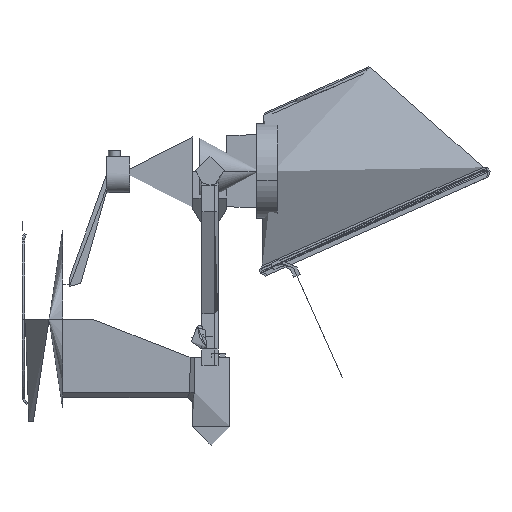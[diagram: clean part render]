
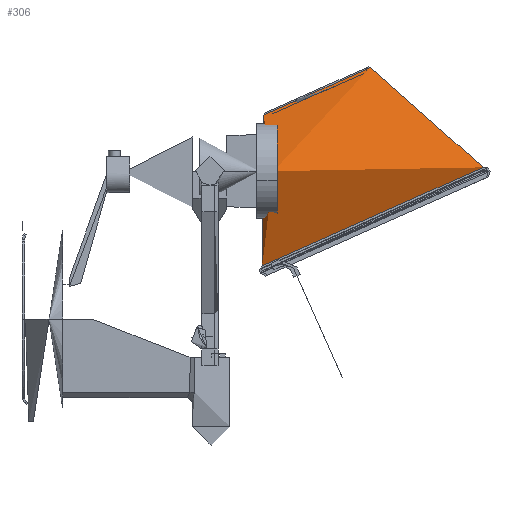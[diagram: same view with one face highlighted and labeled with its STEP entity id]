
A CAD part, front view. The second image highlights one B-rep face of the part: STEP entity #306.
In plain terms, the highlighted free-form (B-spline) face has degree [1, 2] with [2, 5] control points.
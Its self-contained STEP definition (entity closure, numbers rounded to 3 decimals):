
#306=ADVANCED_FACE($,(#615),#3999,.T.);
#615=FACE_OUTER_BOUND($,#948,.T.);
#948=EDGE_LOOP($,(#2116,#2117,#2118,#2119,#2120,#2121,#2122));
#2116=ORIENTED_EDGE($,*,*,#3151,.T.);
#2117=ORIENTED_EDGE($,*,*,#3152,.T.);
#2118=ORIENTED_EDGE($,*,*,#3153,.T.);
#2119=ORIENTED_EDGE($,*,*,#3150,.T.);
#2120=ORIENTED_EDGE($,*,*,#3147,.T.);
#2121=ORIENTED_EDGE($,*,*,#3148,.T.);
#2122=ORIENTED_EDGE($,*,*,#3149,.T.);
#3147=EDGE_CURVE($,#3760,#3761,#4524,.T.);
#3148=EDGE_CURVE($,#3761,#3762,#4525,.T.);
#3149=EDGE_CURVE($,#3762,#3764,#4526,.T.);
#3150=EDGE_CURVE($,#3763,#3760,#4527,.T.);
#3151=EDGE_CURVE($,#3764,#3765,#4944,.T.);
#3152=EDGE_CURVE($,#3765,#3766,#4945,.T.);
#3153=EDGE_CURVE($,#3766,#3763,#4528,.T.);
#3760=VERTEX_POINT($,#11000);
#3761=VERTEX_POINT($,#11001);
#3762=VERTEX_POINT($,#11002);
#3763=VERTEX_POINT($,#11003);
#3764=VERTEX_POINT($,#11004);
#3765=VERTEX_POINT($,#11005);
#3766=VERTEX_POINT($,#11006);
#3999=(
BOUNDED_SURFACE()
B_SPLINE_SURFACE(1,2,((#10563,#10564,#10565,#10566,#10567),(#10568,#10569,
#10570,#10571,#10572)),.UNSPECIFIED.,.F.,.F.,.F.)
B_SPLINE_SURFACE_WITH_KNOTS((2,2),(3,2,3),(21.172,110.389),
(0.,1.571,3.142),.UNSPECIFIED.)
GEOMETRIC_REPRESENTATION_ITEM()
RATIONAL_B_SPLINE_SURFACE(((1.,0.707,1.,0.707,1.),
(1.,0.707,1.,0.707,1.)))
REPRESENTATION_ITEM($)
SURFACE()
);
#4524=(
BOUNDED_CURVE()
B_SPLINE_CURVE(1,(#10171,#10172),.UNSPECIFIED.,.F.,.F.)
B_SPLINE_CURVE_WITH_KNOTS((2,2),(21.172,110.389),.UNSPECIFIED.)
CURVE()
GEOMETRIC_REPRESENTATION_ITEM()
RATIONAL_B_SPLINE_CURVE((1.,1.))
REPRESENTATION_ITEM($)
);
#4525=(
BOUNDED_CURVE()
B_SPLINE_CURVE(2,(#10173,#10174,#10175,#10176,#10177),.UNSPECIFIED.,.F.,
.F.)
B_SPLINE_CURVE_WITH_KNOTS((3,2,3),(0.,1.571,3.142),
.UNSPECIFIED.)
CURVE()
GEOMETRIC_REPRESENTATION_ITEM()
RATIONAL_B_SPLINE_CURVE((1.,0.707,1.,0.707,1.))
REPRESENTATION_ITEM($)
);
#4526=(
BOUNDED_CURVE()
B_SPLINE_CURVE(1,(#10178,#10179),.UNSPECIFIED.,.F.,.F.)
B_SPLINE_CURVE_WITH_KNOTS((2,2),(-110.389,-79.386),.UNSPECIFIED.)
CURVE()
GEOMETRIC_REPRESENTATION_ITEM()
RATIONAL_B_SPLINE_CURVE((1.,1.))
REPRESENTATION_ITEM($)
);
#4527=(
BOUNDED_CURVE()
B_SPLINE_CURVE(2,(#10180,#10181,#10182,#10183,#10184),.UNSPECIFIED.,.F.,
.F.)
B_SPLINE_CURVE_WITH_KNOTS((3,2,3),(-3.142,-1.571,0.),
.UNSPECIFIED.)
CURVE()
GEOMETRIC_REPRESENTATION_ITEM()
RATIONAL_B_SPLINE_CURVE((1.,0.707,1.,0.707,1.))
REPRESENTATION_ITEM($)
);
#4528=(
BOUNDED_CURVE()
B_SPLINE_CURVE(1,(#10225,#10226),.UNSPECIFIED.,.F.,.F.)
B_SPLINE_CURVE_WITH_KNOTS((2,2),(-29.363,-21.172),.UNSPECIFIED.)
CURVE()
GEOMETRIC_REPRESENTATION_ITEM()
RATIONAL_B_SPLINE_CURVE((1.,1.))
REPRESENTATION_ITEM($)
);
#4944=B_SPLINE_CURVE_WITH_KNOTS($,3,(#10185,#10186,#10187,#10188,#10189,
#10190,#10191,#10192,#10193,#10194,#10195,#10196,#10197,#10198,#10199,#10200,
#10201,#10202,#10203,#10204),.UNSPECIFIED.,.F.,.F.,(4,2,2,2,2,2,2,2,2,4),
(0.,0.158,0.316,0.633,1.266,
2.531,5.063,10.111,20.208,40.408),
.UNSPECIFIED.);
#4945=B_SPLINE_CURVE_WITH_KNOTS($,3,(#10205,#10206,#10207,#10208,#10209,
#10210,#10211,#10212,#10213,#10214,#10215,#10216,#10217,#10218,#10219,#10220,
#10221,#10222,#10223,#10224),.UNSPECIFIED.,.F.,.F.,(4,2,2,2,2,2,2,2,2,4),
(40.408,60.933,71.195,76.329,78.899,
80.184,80.826,81.147,81.308,81.469),
.UNSPECIFIED.);
#10171=CARTESIAN_POINT($,(206.202,0.,148.992));
#10172=CARTESIAN_POINT($,(273.001,0.025,89.893));
#10173=CARTESIAN_POINT($,(273.001,0.025,89.893));
#10174=CARTESIAN_POINT($,(272.965,-71.567,89.877));
#10175=CARTESIAN_POINT($,(207.564,-71.547,60.754));
#10176=CARTESIAN_POINT($,(142.163,-71.527,31.631));
#10177=CARTESIAN_POINT($,(142.2,0.065,31.647));
#10178=CARTESIAN_POINT($,(142.2,0.065,31.647));
#10179=CARTESIAN_POINT($,(142.466,0.075,62.632));
#10180=CARTESIAN_POINT($,(142.96,0.08,120.826));
#10181=CARTESIAN_POINT($,(142.924,-34.535,120.81));
#10182=CARTESIAN_POINT($,(174.545,-34.575,134.893));
#10183=CARTESIAN_POINT($,(206.165,-34.615,148.976));
#10184=CARTESIAN_POINT($,(206.202,0.,148.992));
#10185=CARTESIAN_POINT($,(142.466,0.075,62.632));
#10186=CARTESIAN_POINT($,(142.465,-1.555,62.631));
#10187=CARTESIAN_POINT($,(142.488,-1.649,62.673));
#10188=CARTESIAN_POINT($,(142.505,-2.192,62.737));
#10189=CARTESIAN_POINT($,(142.522,-2.635,62.773));
#10190=CARTESIAN_POINT($,(142.564,-3.53,62.877));
#10191=CARTESIAN_POINT($,(142.593,-3.973,62.947));
#10192=CARTESIAN_POINT($,(142.673,-5.107,63.155));
#10193=CARTESIAN_POINT($,(142.729,-5.725,63.296));
#10194=CARTESIAN_POINT($,(142.892,-7.337,63.715));
#10195=CARTESIAN_POINT($,(143.,-8.15,63.994));
#10196=CARTESIAN_POINT($,(143.319,-10.333,64.83));
#10197=CARTESIAN_POINT($,(143.53,-11.44,65.388));
#10198=CARTESIAN_POINT($,(144.135,-14.309,67.044));
#10199=CARTESIAN_POINT($,(144.521,-15.692,68.14));
#10200=CARTESIAN_POINT($,(145.608,-19.223,71.397));
#10201=CARTESIAN_POINT($,(146.263,-20.761,73.538));
#10202=CARTESIAN_POINT($,(147.886,-24.162,79.809));
#10203=CARTESIAN_POINT($,(148.59,-24.954,83.822));
#10204=CARTESIAN_POINT($,(148.845,-24.955,87.635));
#10205=CARTESIAN_POINT($,(148.845,-24.955,87.635));
#10206=CARTESIAN_POINT($,(149.162,-24.955,92.392));
#10207=CARTESIAN_POINT($,(148.784,-23.722,96.839));
#10208=CARTESIAN_POINT($,(147.237,-19.797,103.073));
#10209=CARTESIAN_POINT($,(146.549,-18.125,105.074));
#10210=CARTESIAN_POINT($,(145.33,-14.578,107.993));
#10211=CARTESIAN_POINT($,(144.889,-13.233,108.951));
#10212=CARTESIAN_POINT($,(144.163,-10.447,110.358));
#10213=CARTESIAN_POINT($,(143.913,-9.406,110.824));
#10214=CARTESIAN_POINT($,(143.535,-7.395,111.521));
#10215=CARTESIAN_POINT($,(143.409,-6.669,111.754));
#10216=CARTESIAN_POINT($,(143.213,-5.214,112.098));
#10217=CARTESIAN_POINT($,(143.147,-4.677,112.213));
#10218=CARTESIAN_POINT($,(143.048,-3.623,112.383));
#10219=CARTESIAN_POINT($,(143.014,-3.232,112.44));
#10220=CARTESIAN_POINT($,(142.964,-2.454,112.523));
#10221=CARTESIAN_POINT($,(142.945,-2.135,112.55));
#10222=CARTESIAN_POINT($,(142.916,-1.445,112.607));
#10223=CARTESIAN_POINT($,(142.889,-1.434,112.641));
#10224=CARTESIAN_POINT($,(142.891,0.079,112.639));
#10225=CARTESIAN_POINT($,(142.891,0.079,112.639));
#10226=CARTESIAN_POINT($,(142.96,0.08,120.826));
#10563=CARTESIAN_POINT($,(206.202,0.,148.992));
#10564=CARTESIAN_POINT($,(206.165,-34.615,148.976));
#10565=CARTESIAN_POINT($,(174.545,-34.575,134.893));
#10566=CARTESIAN_POINT($,(142.924,-34.535,120.81));
#10567=CARTESIAN_POINT($,(142.96,0.08,120.826));
#10568=CARTESIAN_POINT($,(273.001,0.,89.893));
#10569=CARTESIAN_POINT($,(272.965,-71.592,89.877));
#10570=CARTESIAN_POINT($,(207.566,-71.552,60.75));
#10571=CARTESIAN_POINT($,(142.166,-71.513,31.623));
#10572=CARTESIAN_POINT($,(142.203,0.08,31.639));
#11000=CARTESIAN_POINT($,(206.202,0.,148.992));
#11001=CARTESIAN_POINT($,(273.001,0.025,89.893));
#11002=CARTESIAN_POINT($,(142.2,0.065,31.647));
#11003=CARTESIAN_POINT($,(142.96,0.08,120.826));
#11004=CARTESIAN_POINT($,(142.466,0.075,62.632));
#11005=CARTESIAN_POINT($,(148.845,-24.955,87.635));
#11006=CARTESIAN_POINT($,(142.891,0.079,112.639));
